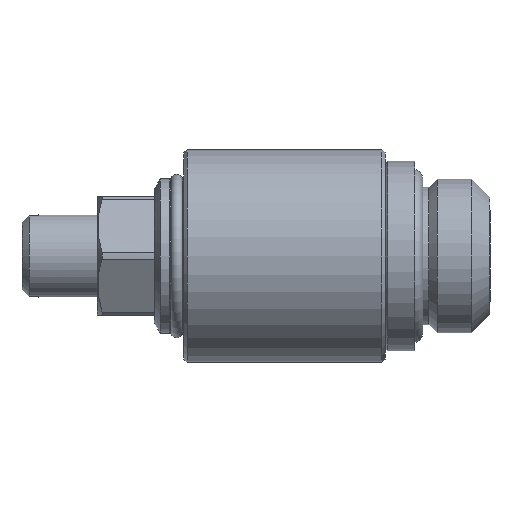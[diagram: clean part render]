
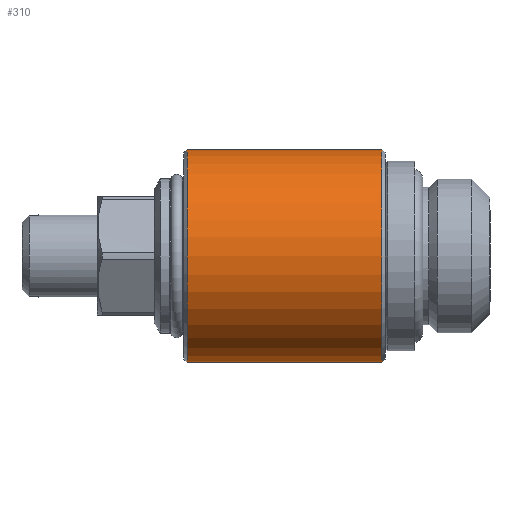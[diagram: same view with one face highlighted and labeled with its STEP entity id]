
A CAD part, left-side view. The second image highlights one B-rep face of the part: STEP entity #310.
In plain terms, the highlighted cylindrical face has radius 9 mm (diameter 18 mm), a full revolution.
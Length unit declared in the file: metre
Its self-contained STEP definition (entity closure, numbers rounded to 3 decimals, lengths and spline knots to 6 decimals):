
#310 = ADVANCED_FACE( 'NONE', ( #763, #764, #765 ), #766, .T. );
#763 = FACE_OUTER_BOUND( '', #1644, .T. );
#764 = FACE_OUTER_BOUND( '', #1645, .T. );
#765 = FACE_BOUND( '', #1646, .T. );
#766 = CYLINDRICAL_SURFACE( '', #1647, 0.009 );
#1644 = EDGE_LOOP( '', ( #3918 ) );
#1645 = EDGE_LOOP( '', ( #3919 ) );
#1646 = EDGE_LOOP( '', ( #3920, #3921 ) );
#1647 = AXIS2_PLACEMENT_3D( '', #3922, #3923, #3924 );
#3918 = ORIENTED_EDGE( '', *, *, #5294, .T. );
#3919 = ORIENTED_EDGE( '', *, *, #5295, .F. );
#3920 = ORIENTED_EDGE( '', *, *, #5296, .T. );
#3921 = ORIENTED_EDGE( '', *, *, #5297, .T. );
#3922 = CARTESIAN_POINT( '', ( 0., 0.007819, 0. ) );
#3923 = DIRECTION( '', ( 0., -1., 0. ) );
#3924 = DIRECTION( '', ( 0., 0., -1. ) );
#5294 = EDGE_CURVE( 'NONE', #5994, #5994, #5995, .T. );
#5295 = EDGE_CURVE( 'NONE', #5996, #5996, #5997, .T. );
#5296 = EDGE_CURVE( 'NONE', #5998, #5999, #6000, .T. );
#5297 = EDGE_CURVE( 'NONE', #5999, #5998, #6001, .T. );
#5994 = VERTEX_POINT( '', #7520 );
#5995 = CIRCLE( '', #7521, 0.009 );
#5996 = VERTEX_POINT( '', #7522 );
#5997 = CIRCLE( '', #7523, 0.009 );
#5998 = VERTEX_POINT( 'NONE', #7524 );
#5999 = VERTEX_POINT( 'NONE', #7525 );
#6000 = B_SPLINE_CURVE_WITH_KNOTS( '', 3, ( #7526, #7527, #7528, #7529, #7530, #7531, #7532, #7533, #7534, #7535, #7536, #7537, #7538, #7539, #7540, #7541, #7542, #7543, #7544, #7545, #7546, #7547, #7548, #7549 ), .UNSPECIFIED., .F., .F., ( 4, 1, 1, 1, 1, 1, 1, 1, 1, 1, 1, 1, 1, 1, 1, 1, 1, 1, 1, 1, 1, 4 ), ( 0., 0.015632, 0.031265, 0.062511, 0.093492, 0.125003, 0.187435, 0.249902, 0.312438, 0.374975, 0.438794, 0.499946, 0.562554, 0.625015, 0.686176, 0.749983, 0.81252, 0.874998, 0.937469, 0.968732, 0.984363, 1. ), .UNSPECIFIED. );
#6001 = B_SPLINE_CURVE_WITH_KNOTS( '', 3, ( #7550, #7551, #7552, #7553, #7554, #7555, #7556, #7557, #7558, #7559, #7560, #7561, #7562, #7563, #7564, #7565, #7566, #7567, #7568, #7569, #7570, #7571, #7572, #7573, #7574, #7575, #7576, #7577 ), .UNSPECIFIED., .F., .F., ( 4, 1, 1, 1, 1, 1, 1, 1, 1, 1, 1, 1, 1, 1, 1, 1, 1, 1, 1, 1, 1, 1, 1, 1, 1, 4 ), ( 0., 0.011244, 0.021657, 0.031254, 0.046913, 0.062508, 0.093481, 0.124978, 0.184956, 0.249852, 0.312202, 0.374892, 0.43871, 0.499923, 0.562512, 0.62495, 0.686171, 0.749984, 0.812464, 0.874967, 0.906764, 0.937482, 0.953334, 0.968746, 0.982426, 1. ), .UNSPECIFIED. );
#7520 = CARTESIAN_POINT( '', ( 0., 0.0259, -0.009 ) );
#7521 = AXIS2_PLACEMENT_3D( '', #9666, #9667, #9668 );
#7522 = CARTESIAN_POINT( '', ( 0., 0.0095, -0.009 ) );
#7523 = AXIS2_PLACEMENT_3D( '', #9669, #9670, #9671 );
#7524 = CARTESIAN_POINT( '', ( 0.006297, 0.016254, 0.00643 ) );
#7525 = CARTESIAN_POINT( '', ( 0.006299, 0.019156, -0.006428 ) );
#7526 = CARTESIAN_POINT( '', ( 0.006297, 0.016254, 0.00643 ) );
#7527 = CARTESIAN_POINT( '', ( 0.006275, 0.016363, 0.006452 ) );
#7528 = CARTESIAN_POINT( '', ( 0.006231, 0.016583, 0.006495 ) );
#7529 = CARTESIAN_POINT( '', ( 0.006167, 0.017032, 0.006555 ) );
#7530 = CARTESIAN_POINT( '', ( 0.006128, 0.017599, 0.006591 ) );
#7531 = CARTESIAN_POINT( '', ( 0.006154, 0.018285, 0.006567 ) );
#7532 = CARTESIAN_POINT( '', ( 0.00628, 0.019183, 0.006448 ) );
#7533 = CARTESIAN_POINT( '', ( 0.006588, 0.020252, 0.006143 ) );
#7534 = CARTESIAN_POINT( '', ( 0.007088, 0.021398, 0.005568 ) );
#7535 = CARTESIAN_POINT( '', ( 0.007632, 0.022405, 0.004805 ) );
#7536 = CARTESIAN_POINT( '', ( 0.00816, 0.023264, 0.003854 ) );
#7537 = CARTESIAN_POINT( '', ( 0.008605, 0.023936, 0.002735 ) );
#7538 = CARTESIAN_POINT( '', ( 0.008914, 0.024378, 0.001463 ) );
#7539 = CARTESIAN_POINT( '', ( 0.009035, 0.02455, 0.000103 ) );
#7540 = CARTESIAN_POINT( '', ( 0.008945, 0.024421, -0.001263 ) );
#7541 = CARTESIAN_POINT( '', ( 0.008662, 0.024018, -0.002554 ) );
#7542 = CARTESIAN_POINT( '', ( 0.008233, 0.023377, -0.003698 ) );
#7543 = CARTESIAN_POINT( '', ( 0.007714, 0.022543, -0.004675 ) );
#7544 = CARTESIAN_POINT( '', ( 0.007168, 0.021559, -0.005466 ) );
#7545 = CARTESIAN_POINT( '', ( 0.006743, 0.020619, -0.005969 ) );
#7546 = CARTESIAN_POINT( '', ( 0.006494, 0.019906, -0.006232 ) );
#7547 = CARTESIAN_POINT( '', ( 0.006375, 0.019482, -0.006353 ) );
#7548 = CARTESIAN_POINT( '', ( 0.006325, 0.019265, -0.006403 ) );
#7549 = CARTESIAN_POINT( '', ( 0.006299, 0.019156, -0.006428 ) );
#7550 = CARTESIAN_POINT( '', ( 0.006299, 0.019156, -0.006428 ) );
#7551 = CARTESIAN_POINT( '', ( 0.006283, 0.019077, -0.006443 ) );
#7552 = CARTESIAN_POINT( '', ( 0.006253, 0.018925, -0.006473 ) );
#7553 = CARTESIAN_POINT( '', ( 0.006215, 0.018702, -0.006509 ) );
#7554 = CARTESIAN_POINT( '', ( 0.00618, 0.018446, -0.006543 ) );
#7555 = CARTESIAN_POINT( '', ( 0.006152, 0.01815, -0.006569 ) );
#7556 = CARTESIAN_POINT( '', ( 0.006133, 0.017695, -0.006587 ) );
#7557 = CARTESIAN_POINT( '', ( 0.006153, 0.017123, -0.006568 ) );
#7558 = CARTESIAN_POINT( '', ( 0.006276, 0.016242, -0.006452 ) );
#7559 = CARTESIAN_POINT( '', ( 0.006577, 0.015169, -0.006154 ) );
#7560 = CARTESIAN_POINT( '', ( 0.007078, 0.014022, -0.005581 ) );
#7561 = CARTESIAN_POINT( '', ( 0.007628, 0.012998, -0.004811 ) );
#7562 = CARTESIAN_POINT( '', ( 0.008159, 0.01214, -0.003858 ) );
#7563 = CARTESIAN_POINT( '', ( 0.008604, 0.011464, -0.002737 ) );
#7564 = CARTESIAN_POINT( '', ( 0.008914, 0.011022, -0.001463 ) );
#7565 = CARTESIAN_POINT( '', ( 0.009035, 0.01085, -0.000102 ) );
#7566 = CARTESIAN_POINT( '', ( 0.008944, 0.010979, 0.001266 ) );
#7567 = CARTESIAN_POINT( '', ( 0.00866, 0.011383, 0.002558 ) );
#7568 = CARTESIAN_POINT( '', ( 0.008231, 0.012027, 0.003702 ) );
#7569 = CARTESIAN_POINT( '', ( 0.00771, 0.012859, 0.004681 ) );
#7570 = CARTESIAN_POINT( '', ( 0.007254, 0.013687, 0.00534 ) );
#7571 = CARTESIAN_POINT( '', ( 0.006908, 0.014415, 0.005773 ) );
#7572 = CARTESIAN_POINT( '', ( 0.006707, 0.0149, 0.006003 ) );
#7573 = CARTESIAN_POINT( '', ( 0.006562, 0.0153, 0.00616 ) );
#7574 = CARTESIAN_POINT( '', ( 0.006465, 0.015597, 0.006262 ) );
#7575 = CARTESIAN_POINT( '', ( 0.006378, 0.015915, 0.006351 ) );
#7576 = CARTESIAN_POINT( '', ( 0.006326, 0.016132, 0.006401 ) );
#7577 = CARTESIAN_POINT( '', ( 0.006297, 0.016254, 0.00643 ) );
#9666 = CARTESIAN_POINT( '', ( 0., 0.0259, 0. ) );
#9667 = DIRECTION( '', ( 0., -1., 0. ) );
#9668 = DIRECTION( '', ( 0., 0., -1. ) );
#9669 = CARTESIAN_POINT( '', ( 0., 0.0095, 0. ) );
#9670 = DIRECTION( '', ( 0., -1., 0. ) );
#9671 = DIRECTION( '', ( 0., 0., -1. ) );
